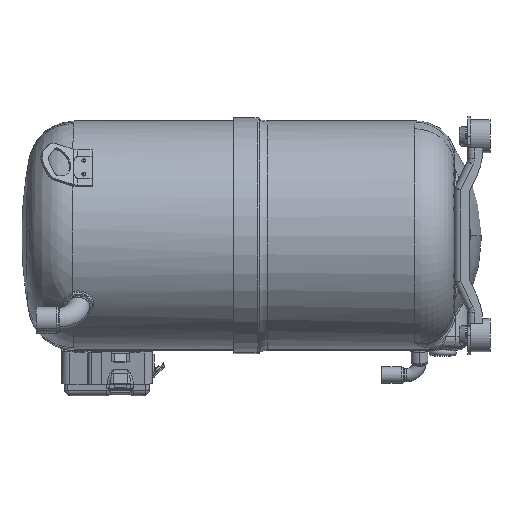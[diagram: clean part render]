
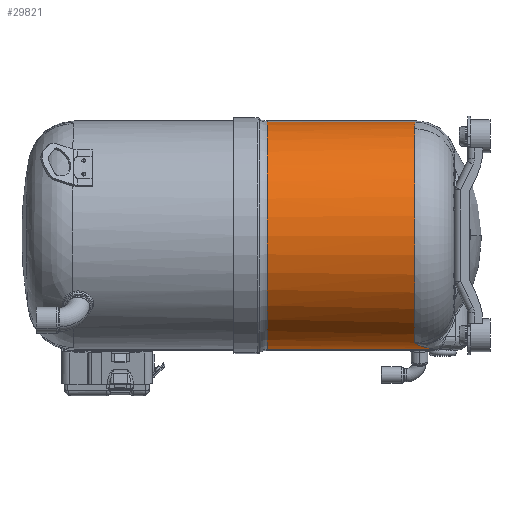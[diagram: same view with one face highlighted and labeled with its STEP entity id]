
A CAD part, left-side view. The second image highlights one B-rep face of the part: STEP entity #29821.
In plain terms, the highlighted cylindrical face has radius 108.886 mm (diameter 217.772 mm), a partial arc.
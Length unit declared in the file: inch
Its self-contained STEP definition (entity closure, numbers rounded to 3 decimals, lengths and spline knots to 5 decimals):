
#288 = CARTESIAN_POINT ( 'NONE',  ( -2.49196, -6.813, -4.03362 ) ) ;
#361 = CARTESIAN_POINT ( 'NONE',  ( -1.98966, -7.11085, -4.18159 ) ) ;
#538 = CARTESIAN_POINT ( 'NONE',  ( -1.37278, -8.188, 4.27395 ) ) ;
#549 = FACE_OUTER_BOUND ( 'NONE', #31936, .T. ) ;
#650 = DIRECTION ( 'NONE',  ( 0., 0., 1. ) ) ;
#1203 = ORIENTED_EDGE ( 'NONE', *, *, #12582, .T. ) ;
#2630 = AXIS2_PLACEMENT_3D ( 'NONE', #26959, #11294, #29598 ) ;
#3014 = CARTESIAN_POINT ( 'NONE',  ( -2.23702, -6.95638, -4.11678 ) ) ;
#3026 = CARTESIAN_POINT ( 'NONE',  ( -2.13371, -6.81453, 4.14956 ) ) ;
#3274 = DIRECTION ( 'NONE',  ( 0., 1., 0. ) ) ;
#4040 = DIRECTION ( 'NONE',  ( 0., -1., 0. ) ) ;
#5304 = ORIENTED_EDGE ( 'NONE', *, *, #28068, .T. ) ;
#5620 = CARTESIAN_POINT ( 'NONE',  ( -2.36184, -6.88356, -4.07819 ) ) ;
#5632 = CARTESIAN_POINT ( 'NONE',  ( -1.56643, -6.82664, 4.25889 ) ) ;
#5740 = VERTEX_POINT ( 'NONE', #5998 ) ;
#5998 = CARTESIAN_POINT ( 'NONE',  ( -2.50194, -6.813, 4.03002 ) ) ;
#8053 = CARTESIAN_POINT ( 'NONE',  ( -2.48696, -6.813, -4.03541 ) ) ;
#8129 = CARTESIAN_POINT ( 'NONE',  ( -1.37278, -7.66473, -4.27395 ) ) ;
#8176 = CARTESIAN_POINT ( 'NONE',  ( -2.50194, -6.813, -4.03002 ) ) ;
#8246 = CARTESIAN_POINT ( 'NONE',  ( -2.42438, -6.84802, -4.05732 ) ) ;
#8271 = ORIENTED_EDGE ( 'NONE', *, *, #13773, .F. ) ;
#8277 = B_SPLINE_CURVE_WITH_KNOTS ( 'NONE', 3,
 ( #8053, #288, #23880, #8176 ),
 .UNSPECIFIED., .F., .F.,
 ( 4, 4 ),
 ( 0., 0.0004 ),
 .UNSPECIFIED. ) ;
#8620 = VERTEX_POINT ( 'NONE', #11675 ) ;
#9063 = EDGE_CURVE ( 'NONE', #26854, #5740, #19956, .T. ) ;
#9536 = EDGE_CURVE ( 'NONE', #23492, #12672, #30132, .T. ) ;
#9566 = B_SPLINE_CURVE_WITH_KNOTS ( 'NONE', 3,
 ( #29071, #10776, #3026, #21319, #5632, #23960 ),
 .UNSPECIFIED., .F., .F.,
 ( 4, 2, 4 ),
 ( 0., 0.01467, 0.02935 ),
 .UNSPECIFIED. ) ;
#10288 = ORIENTED_EDGE ( 'NONE', *, *, #9536, .T. ) ;
#10760 = CARTESIAN_POINT ( 'NONE',  ( -1.57106, -7.44171, -4.25411 ) ) ;
#10776 = CARTESIAN_POINT ( 'NONE',  ( -2.31921, -6.813, 4.09628 ) ) ;
#10866 = CARTESIAN_POINT ( 'NONE',  ( -2.46193, -6.82694, -4.04432 ) ) ;
#11294 = DIRECTION ( 'NONE',  ( 0., 1., 0. ) ) ;
#11675 = CARTESIAN_POINT ( 'NONE',  ( -1.37278, -1.2563, -4.27395 ) ) ;
#12582 = EDGE_CURVE ( 'NONE', #22610, #16077, #29016, .T. ) ;
#12672 = VERTEX_POINT ( 'NONE', #25101 ) ;
#13178 = EDGE_CURVE ( 'NONE', #16077, #26854, #8277, .T. ) ;
#13381 = CARTESIAN_POINT ( 'NONE',  ( -1.70437, -7.32354, -4.23539 ) ) ;
#13489 = CARTESIAN_POINT ( 'NONE',  ( -2.48696, -6.813, -4.03541 ) ) ;
#13637 = CYLINDRICAL_SURFACE ( 'NONE', #27719, 4.28685 ) ;
#13773 = EDGE_CURVE ( 'NONE', #22610, #8620, #31230, .T. ) ;
#15934 = CARTESIAN_POINT ( 'NONE',  ( -1.44747, -7.57056, -4.26768 ) ) ;
#16050 = CARTESIAN_POINT ( 'NONE',  ( -1.84522, -7.21384, -4.21091 ) ) ;
#16077 = VERTEX_POINT ( 'NONE', #24073 ) ;
#16219 = CARTESIAN_POINT ( 'NONE',  ( -1.0404, -8.188, 0. ) ) ;
#16477 = ORIENTED_EDGE ( 'NONE', *, *, #21773, .T. ) ;
#18692 = CARTESIAN_POINT ( 'NONE',  ( -2.08809, -7.04721, -4.15813 ) ) ;
#19744 = CARTESIAN_POINT ( 'NONE',  ( -1.0404, -1.2563, 0. ) ) ;
#19956 = CIRCLE ( 'NONE', #2630, 4.28685 ) ;
#21195 = CARTESIAN_POINT ( 'NONE',  ( -1.40883, -7.61626, -4.27115 ) ) ;
#21300 = CARTESIAN_POINT ( 'NONE',  ( -2.28688, -6.92689, -4.10197 ) ) ;
#21319 = CARTESIAN_POINT ( 'NONE',  ( -1.75732, -6.82135, 4.23087 ) ) ;
#21773 = EDGE_CURVE ( 'NONE', #5740, #23492, #9566, .T. ) ;
#22370 = DIRECTION ( 'NONE',  ( 0., 0., 1. ) ) ;
#22610 = VERTEX_POINT ( 'NONE', #30982 ) ;
#23209 = VECTOR ( 'NONE', #31872, 39.37008 ) ;
#23285 = CARTESIAN_POINT ( 'NONE',  ( -2.50194, -6.813, -4.03002 ) ) ;
#23492 = VERTEX_POINT ( 'NONE', #28051 ) ;
#23544 = AXIS2_PLACEMENT_3D ( 'NONE', #19744, #4040, #22370 ) ;
#23783 = DIRECTION ( 'NONE',  ( 0., 1., 0. ) ) ;
#23880 = CARTESIAN_POINT ( 'NONE',  ( -2.49695, -6.813, -4.03182 ) ) ;
#23950 = CARTESIAN_POINT ( 'NONE',  ( -2.38685, -6.86926, -4.07 ) ) ;
#23960 = CARTESIAN_POINT ( 'NONE',  ( -1.37278, -6.83429, 4.27395 ) ) ;
#24073 = CARTESIAN_POINT ( 'NONE',  ( -2.48696, -6.813, -4.03541 ) ) ;
#25101 = CARTESIAN_POINT ( 'NONE',  ( -1.37278, -1.2563, 4.27395 ) ) ;
#26403 = CARTESIAN_POINT ( 'NONE',  ( -1.37278, -8.188, -4.27395 ) ) ;
#26443 = CARTESIAN_POINT ( 'NONE',  ( -1.52858, -7.48327, -4.25916 ) ) ;
#26548 = CARTESIAN_POINT ( 'NONE',  ( -2.4369, -6.84098, -4.05303 ) ) ;
#26854 = VERTEX_POINT ( 'NONE', #23285 ) ;
#26959 = CARTESIAN_POINT ( 'NONE',  ( -1.0404, -6.813, 0. ) ) ;
#27719 = AXIS2_PLACEMENT_3D ( 'NONE', #16219, #3274, #650 ) ;
#28051 = CARTESIAN_POINT ( 'NONE',  ( -1.37278, -6.83429, 4.27395 ) ) ;
#28068 = EDGE_CURVE ( 'NONE', #12672, #8620, #30516, .T. ) ;
#29016 = B_SPLINE_CURVE_WITH_KNOTS ( 'NONE', 3,
 ( #8129, #21195, #15934, #26443, #10760, #29054, #13381, #31712, #16050, #361, #18692, #3014, #21300, #5620, #23950, #8246, #26548, #10866, #29177, #13489 ),
 .UNSPECIFIED., .F., .F.,
 ( 4, 2, 2, 2, 2, 2, 2, 2, 2, 4 ),
 ( 0., 0.00454, 0.00909, 0.01363, 0.01818, 0.02727, 0.03181, 0.03409, 0.03522, 0.03636 ),
 .UNSPECIFIED. ) ;
#29054 = CARTESIAN_POINT ( 'NONE',  ( -1.65895, -7.36184, -4.24223 ) ) ;
#29071 = CARTESIAN_POINT ( 'NONE',  ( -2.50194, -6.813, 4.03002 ) ) ;
#29177 = CARTESIAN_POINT ( 'NONE',  ( -2.47453, -6.81992, -4.03987 ) ) ;
#29577 = VECTOR ( 'NONE', #23783, 39.37008 ) ;
#29598 = DIRECTION ( 'NONE',  ( 0., 0., 1. ) ) ;
#29821 = ADVANCED_FACE ( 'NONE', ( #549 ), #13637, .T. ) ;
#30132 = LINE ( 'NONE', #538, #23209 ) ;
#30516 = CIRCLE ( 'NONE', #23544, 4.28685 ) ;
#30982 = CARTESIAN_POINT ( 'NONE',  ( -1.37278, -7.66473, -4.27395 ) ) ;
#31230 = LINE ( 'NONE', #26403, #29577 ) ;
#31386 = ORIENTED_EDGE ( 'NONE', *, *, #9063, .T. ) ;
#31712 = CARTESIAN_POINT ( 'NONE',  ( -1.7975, -7.24954, -4.21973 ) ) ;
#31872 = DIRECTION ( 'NONE',  ( 0., 1., 0. ) ) ;
#31936 = EDGE_LOOP ( 'NONE', ( #8271, #1203, #33488, #31386, #16477, #10288, #5304 ) ) ;
#33488 = ORIENTED_EDGE ( 'NONE', *, *, #13178, .T. ) ;
